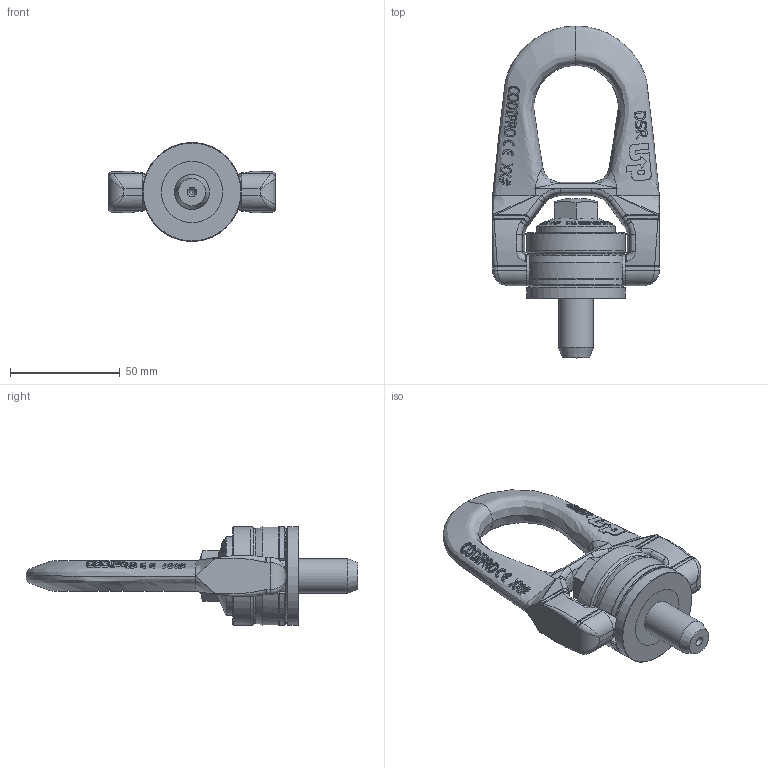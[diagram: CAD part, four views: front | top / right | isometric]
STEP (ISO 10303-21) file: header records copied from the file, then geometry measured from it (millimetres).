
FILE_DESCRIPTION(/* description */ (''),/* implementation_level */ '2;1');
FILE_NAME(/* name */ 'DSR U058 UP.stp',/* time_stamp */ '2017-09-13T11:08:53+02:00',/* author */ ('rklenes'),/* organization */ (''),/* preprocessor_version */ 'ST-DEVELOPER v16.5',/* originating_system */ 'Autodesk Inventor 2017',/* authorisation */ '');
FILE_SCHEMA (('AUTOMOTIVE_DESIGN { 1 0 10303 214 3 1 1 }'));
Products named in the file (6): DSR U058 UP; DSR 2; DRB_B2B; DRM_AF2B_UP; DRE_D2M16A; DRA_U5-8X57
Assembly tree (5 placements, depth 3):
  DSR U058 UP
    DSR 2
      DRB_B2B
      DRM_AF2B_UP
    DRE_D2M16A
    DRA_U5-8X57
Bounding box: 76 x 151.25 x 45 mm (x, y, z)
Volume: 112745.5 mm3; surface area: 36468.7 mm2
Topology: 4 solids, 4 shells, 954 faces, 2495 edges, 1600 vertices
Faces by surface type: bspline 407, plane 384, cylinder 88, cone 63, torus 11, sphere 1
Full cylindrical faces by diameter (mm): 2 x1, 14 x2, 15.875 x1, 16 x3, 16.2 x1, 22.6 x2, 23 x2, 32 x1, 36 x1, 45 x2
Entity records: 49565 total; most frequent: CARTESIAN_POINT 29173, ORIENTED_EDGE 4874, DIRECTION 3007, EDGE_CURVE 2437, VERTEX_POINT 1592, EDGE_LOOP 1061, AXIS2_PLACEMENT_3D 1058, FACE_OUTER_BOUND 954
